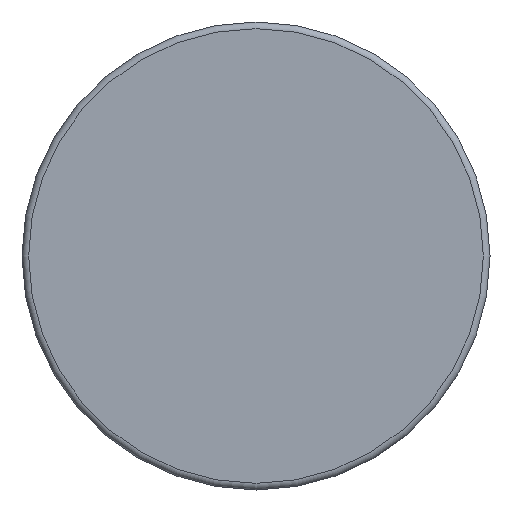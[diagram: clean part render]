
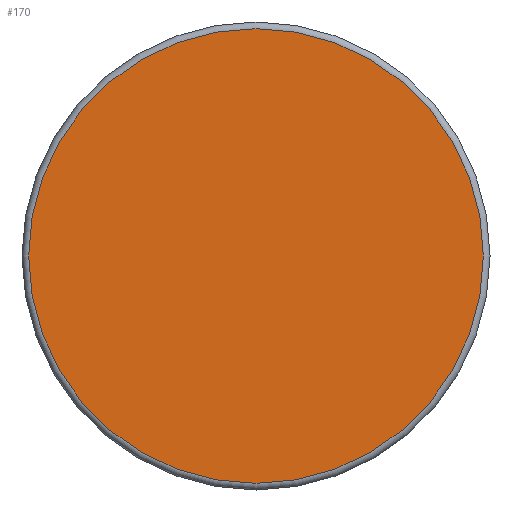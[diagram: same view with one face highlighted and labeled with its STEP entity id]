
A CAD part, front view. The second image highlights one B-rep face of the part: STEP entity #170.
In plain terms, the highlighted planar face has unit normal (0, -1, 0).
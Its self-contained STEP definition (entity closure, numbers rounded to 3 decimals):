
#134 = CARTESIAN_POINT ( 'NONE',  ( 0., -20.5, 0. ) ) ;
#170 = ADVANCED_FACE ( 'NONE', ( #1423 ), #1053, .F. ) ;
#289 = EDGE_LOOP ( 'NONE', ( #485 ) ) ;
#299 = AXIS2_PLACEMENT_3D ( 'NONE', #1528, #1179, #1398 ) ;
#318 = VERTEX_POINT ( 'NONE', #1174 ) ;
#345 = AXIS2_PLACEMENT_3D ( 'NONE', #134, #792, #1539 ) ;
#485 = ORIENTED_EDGE ( 'NONE', *, *, #1132, .T. ) ;
#792 = DIRECTION ( 'NONE',  ( 0., -1., 0. ) ) ;
#859 = CIRCLE ( 'NONE', #345, 34.2 ) ;
#1053 = PLANE ( 'NONE',  #299 ) ;
#1132 = EDGE_CURVE ( 'NONE', #318, #318, #859, .T. ) ;
#1174 = CARTESIAN_POINT ( 'NONE',  ( 0., -20.5, 34.2 ) ) ;
#1179 = DIRECTION ( 'NONE',  ( 0., 1., 0. ) ) ;
#1398 = DIRECTION ( 'NONE',  ( 0., 0., 1. ) ) ;
#1423 = FACE_OUTER_BOUND ( 'NONE', #289, .T. ) ;
#1528 = CARTESIAN_POINT ( 'NONE',  ( 0., -20.5, 0. ) ) ;
#1539 = DIRECTION ( 'NONE',  ( 0., 0., 1. ) ) ;
